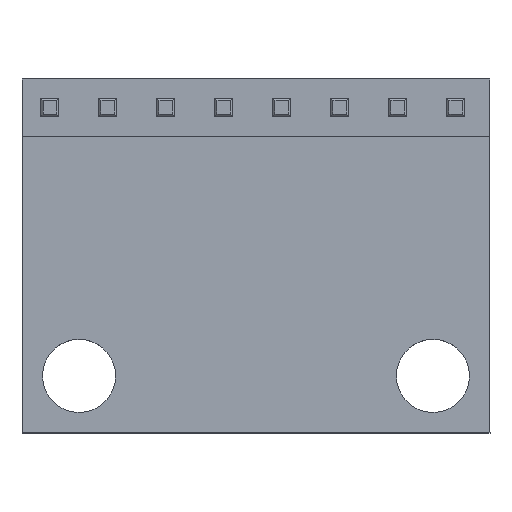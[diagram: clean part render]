
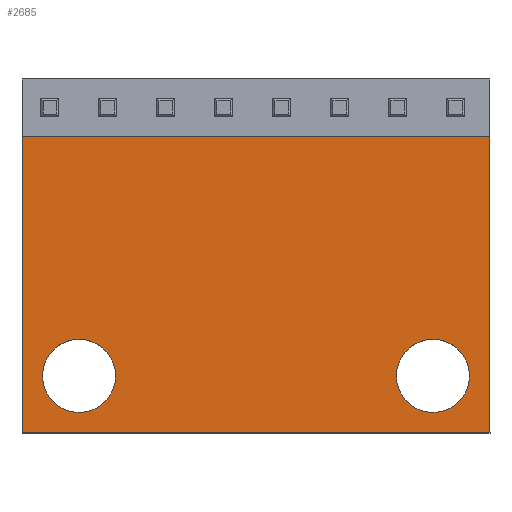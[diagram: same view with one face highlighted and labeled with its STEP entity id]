
A CAD part, top view. The second image highlights one B-rep face of the part: STEP entity #2685.
In plain terms, the highlighted planar face has unit normal (0, 0, 1).
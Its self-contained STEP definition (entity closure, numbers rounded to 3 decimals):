
#23=FACE_BOUND('',#396,.T.);
#24=FACE_BOUND('',#397,.T.);
#25=FACE_BOUND('',#398,.T.);
#26=FACE_BOUND('',#399,.T.);
#27=FACE_BOUND('',#400,.T.);
#28=FACE_BOUND('',#401,.T.);
#29=FACE_BOUND('',#402,.T.);
#30=FACE_BOUND('',#403,.T.);
#31=FACE_BOUND('',#404,.T.);
#32=FACE_BOUND('',#405,.T.);
#63=PLANE('',#2886);
#229=FACE_OUTER_BOUND('',#395,.T.);
#395=EDGE_LOOP('',(#1969,#1970,#1971,#1972));
#396=EDGE_LOOP('',(#1973));
#397=EDGE_LOOP('',(#1974));
#398=EDGE_LOOP('',(#1975));
#399=EDGE_LOOP('',(#1976));
#400=EDGE_LOOP('',(#1977));
#401=EDGE_LOOP('',(#1978));
#402=EDGE_LOOP('',(#1979));
#403=EDGE_LOOP('',(#1980));
#404=EDGE_LOOP('',(#1981));
#405=EDGE_LOOP('',(#1982));
#595=LINE('',#3834,#949);
#598=LINE('',#3840,#952);
#601=LINE('',#3846,#955);
#604=LINE('',#3850,#958);
#949=VECTOR('',#3114,1000.);
#952=VECTOR('',#3119,1000.);
#955=VECTOR('',#3124,1000.);
#958=VECTOR('',#3129,1000.);
#1292=CIRCLE('',#2854,1.6);
#1294=CIRCLE('',#2857,1.6);
#1296=CIRCLE('',#2860,0.4);
#1298=CIRCLE('',#2863,0.4);
#1300=CIRCLE('',#2866,0.4);
#1302=CIRCLE('',#2869,0.4);
#1304=CIRCLE('',#2872,0.4);
#1306=CIRCLE('',#2875,0.4);
#1308=CIRCLE('',#2878,0.4);
#1310=CIRCLE('',#2881,0.4);
#1312=VERTEX_POINT('',#3770);
#1314=VERTEX_POINT('',#3776);
#1316=VERTEX_POINT('',#3782);
#1318=VERTEX_POINT('',#3788);
#1320=VERTEX_POINT('',#3794);
#1322=VERTEX_POINT('',#3800);
#1324=VERTEX_POINT('',#3806);
#1326=VERTEX_POINT('',#3812);
#1328=VERTEX_POINT('',#3818);
#1330=VERTEX_POINT('',#3824);
#1333=VERTEX_POINT('',#3831);
#1334=VERTEX_POINT('',#3833);
#1336=VERTEX_POINT('',#3839);
#1338=VERTEX_POINT('',#3845);
#1541=EDGE_CURVE('',#1312,#1312,#1292,.T.);
#1544=EDGE_CURVE('',#1314,#1314,#1294,.T.);
#1547=EDGE_CURVE('',#1316,#1316,#1296,.T.);
#1550=EDGE_CURVE('',#1318,#1318,#1298,.T.);
#1553=EDGE_CURVE('',#1320,#1320,#1300,.T.);
#1556=EDGE_CURVE('',#1322,#1322,#1302,.T.);
#1559=EDGE_CURVE('',#1324,#1324,#1304,.T.);
#1562=EDGE_CURVE('',#1326,#1326,#1306,.T.);
#1565=EDGE_CURVE('',#1328,#1328,#1308,.T.);
#1568=EDGE_CURVE('',#1330,#1330,#1310,.T.);
#1571=EDGE_CURVE('',#1334,#1333,#595,.T.);
#1574=EDGE_CURVE('',#1336,#1334,#598,.T.);
#1577=EDGE_CURVE('',#1338,#1336,#601,.T.);
#1580=EDGE_CURVE('',#1333,#1338,#604,.T.);
#1969=ORIENTED_EDGE('',*,*,#1580,.T.);
#1970=ORIENTED_EDGE('',*,*,#1577,.T.);
#1971=ORIENTED_EDGE('',*,*,#1574,.T.);
#1972=ORIENTED_EDGE('',*,*,#1571,.T.);
#1973=ORIENTED_EDGE('',*,*,#1550,.F.);
#1974=ORIENTED_EDGE('',*,*,#1565,.F.);
#1975=ORIENTED_EDGE('',*,*,#1547,.F.);
#1976=ORIENTED_EDGE('',*,*,#1568,.F.);
#1977=ORIENTED_EDGE('',*,*,#1562,.F.);
#1978=ORIENTED_EDGE('',*,*,#1559,.F.);
#1979=ORIENTED_EDGE('',*,*,#1556,.F.);
#1980=ORIENTED_EDGE('',*,*,#1553,.F.);
#1981=ORIENTED_EDGE('',*,*,#1541,.T.);
#1982=ORIENTED_EDGE('',*,*,#1544,.T.);
#2685=ADVANCED_FACE('',(#229,#23,#24,#25,#26,#27,#28,#29,#30,#31,#32),#63,
 .T.);
#2854=AXIS2_PLACEMENT_3D('',#3772,#3045,#3046);
#2857=AXIS2_PLACEMENT_3D('',#3778,#3052,#3053);
#2860=AXIS2_PLACEMENT_3D('',#3784,#3059,#3060);
#2863=AXIS2_PLACEMENT_3D('',#3790,#3066,#3067);
#2866=AXIS2_PLACEMENT_3D('',#3796,#3073,#3074);
#2869=AXIS2_PLACEMENT_3D('',#3802,#3080,#3081);
#2872=AXIS2_PLACEMENT_3D('',#3808,#3087,#3088);
#2875=AXIS2_PLACEMENT_3D('',#3814,#3094,#3095);
#2878=AXIS2_PLACEMENT_3D('',#3820,#3101,#3102);
#2881=AXIS2_PLACEMENT_3D('',#3826,#3108,#3109);
#2886=AXIS2_PLACEMENT_3D('',#3851,#3130,#3131);
#3045=DIRECTION('center_axis',(0.,0.,
-1.));
#3046=DIRECTION('ref_axis',(-1.,0.,0.));
#3052=DIRECTION('center_axis',(0.,0.,
-1.));
#3053=DIRECTION('ref_axis',(-1.,0.,0.));
#3059=DIRECTION('center_axis',(0.,0.,
1.));
#3060=DIRECTION('ref_axis',(-0.707,-0.707,0.));
#3066=DIRECTION('center_axis',(0.,0.,
1.));
#3067=DIRECTION('ref_axis',(-0.707,-0.707,0.));
#3073=DIRECTION('center_axis',(0.,0.,
1.));
#3074=DIRECTION('ref_axis',(0.707,-0.707,0.));
#3080=DIRECTION('center_axis',(0.,0.,
1.));
#3081=DIRECTION('ref_axis',(0.707,-0.707,0.));
#3087=DIRECTION('center_axis',(0.,0.,
1.));
#3088=DIRECTION('ref_axis',(-0.707,0.707,0.));
#3094=DIRECTION('center_axis',(0.,0.,
1.));
#3095=DIRECTION('ref_axis',(-0.707,0.707,0.));
#3101=DIRECTION('center_axis',(0.,0.,
1.));
#3102=DIRECTION('ref_axis',(-0.707,-0.707,0.));
#3108=DIRECTION('center_axis',(0.,0.,
1.));
#3109=DIRECTION('ref_axis',(0.707,0.707,0.));
#3114=DIRECTION('',(0.,1.,0.));
#3119=DIRECTION('',(1.,0.,0.));
#3124=DIRECTION('',(0.,-1.,0.));
#3129=DIRECTION('',(-1.,0.,0.));
#3130=DIRECTION('center_axis',(0.,0.,
1.));
#3131=DIRECTION('ref_axis',(1.,0.,0.));
#3770=CARTESIAN_POINT('',(-6.15,-5.25,1.5));
#3772=CARTESIAN_POINT('Origin',(-7.75,-5.25,1.5));
#3776=CARTESIAN_POINT('',(9.35,-5.25,1.5));
#3778=CARTESIAN_POINT('Origin',(7.75,-5.25,1.5));
#3782=CARTESIAN_POINT('',(0.967,6.217,1.5));
#3784=CARTESIAN_POINT('Origin',(1.25,6.5,1.5));
#3788=CARTESIAN_POINT('',(5.967,6.217,1.5));
#3790=CARTESIAN_POINT('Origin',(6.25,6.5,1.5));
#3794=CARTESIAN_POINT('',(9.033,6.783,1.5));
#3796=CARTESIAN_POINT('Origin',(8.75,6.5,1.5));
#3800=CARTESIAN_POINT('',(-0.967,6.217,1.5));
#3802=CARTESIAN_POINT('Origin',(-1.25,6.5,1.5));
#3806=CARTESIAN_POINT('',(4.033,6.783,1.5));
#3808=CARTESIAN_POINT('Origin',(3.75,6.5,1.5));
#3812=CARTESIAN_POINT('',(-4.033,6.783,1.5));
#3814=CARTESIAN_POINT('Origin',(-3.75,6.5,1.5));
#3818=CARTESIAN_POINT('',(-6.533,6.783,1.5));
#3820=CARTESIAN_POINT('Origin',(-6.25,6.5,1.5));
#3824=CARTESIAN_POINT('',(-9.033,6.783,1.5));
#3826=CARTESIAN_POINT('Origin',(-8.75,6.5,1.5));
#3831=CARTESIAN_POINT('',(10.25,7.75,1.5));
#3833=CARTESIAN_POINT('',(10.25,-7.75,1.5));
#3834=CARTESIAN_POINT('',(10.25,-7.75,1.5));
#3839=CARTESIAN_POINT('',(-10.25,-7.75,1.5));
#3840=CARTESIAN_POINT('',(-10.25,-7.75,1.5));
#3845=CARTESIAN_POINT('',(-10.25,7.75,1.5));
#3846=CARTESIAN_POINT('',(-10.25,7.75,1.5));
#3850=CARTESIAN_POINT('',(10.25,7.75,1.5));
#3851=CARTESIAN_POINT('Origin',(0.,0.,
1.5));
